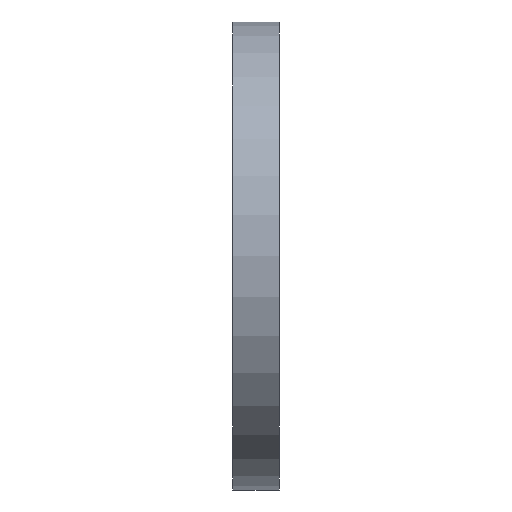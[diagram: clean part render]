
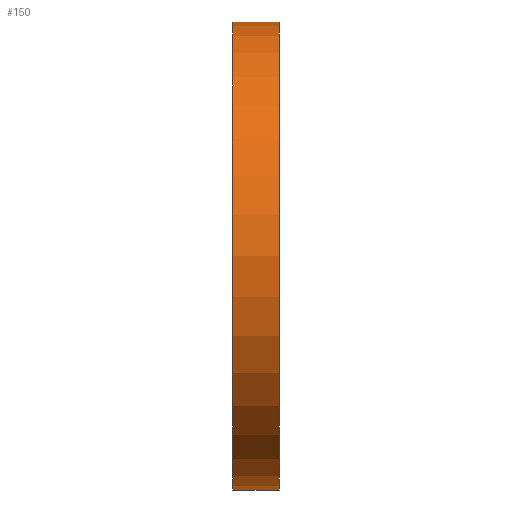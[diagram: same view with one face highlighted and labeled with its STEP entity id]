
A CAD part, left-side view. The second image highlights one B-rep face of the part: STEP entity #150.
In plain terms, the highlighted cylindrical face has radius 15 mm (diameter 30 mm), a full revolution.
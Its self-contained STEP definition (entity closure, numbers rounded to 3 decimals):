
#29=FACE_OUTER_BOUND('',#39,.T.);
#39=EDGE_LOOP('',(#131,#132,#133,#134));
#44=CIRCLE('',#180,15.);
#45=CIRCLE('',#183,15.);
#61=LINE('',#1337,#65);
#65=VECTOR('',#208,15.);
#77=VERTEX_POINT('',#1331);
#78=VERTEX_POINT('',#1335);
#96=EDGE_CURVE('',#77,#77,#44,.T.);
#97=EDGE_CURVE('',#78,#78,#45,.T.);
#98=EDGE_CURVE('',#78,#77,#61,.T.);
#131=ORIENTED_EDGE('',*,*,#97,.F.);
#132=ORIENTED_EDGE('',*,*,#98,.T.);
#133=ORIENTED_EDGE('',*,*,#96,.T.);
#134=ORIENTED_EDGE('',*,*,#98,.F.);
#142=CYLINDRICAL_SURFACE('',#182,15.);
#150=ADVANCED_FACE('',(#29),#142,.T.);
#180=AXIS2_PLACEMENT_3D('',#1332,#200,#201);
#182=AXIS2_PLACEMENT_3D('',#1334,#204,#205);
#183=AXIS2_PLACEMENT_3D('',#1336,#206,#207);
#200=DIRECTION('center_axis',(0.,1.,0.));
#201=DIRECTION('ref_axis',(-1.,0.,0.));
#204=DIRECTION('center_axis',(0.,1.,0.));
#205=DIRECTION('ref_axis',(-1.,0.,0.));
#206=DIRECTION('center_axis',(0.,1.,0.));
#207=DIRECTION('ref_axis',(-1.,0.,0.));
#208=DIRECTION('',(0.,-1.,0.));
#1331=CARTESIAN_POINT('',(15.,0.,0.));
#1332=CARTESIAN_POINT('Origin',(0.,0.,0.));
#1334=CARTESIAN_POINT('Origin',(0.,0.,0.));
#1335=CARTESIAN_POINT('',(15.,3.,0.));
#1336=CARTESIAN_POINT('Origin',(0.,3.,0.));
#1337=CARTESIAN_POINT('',(15.,0.,0.));
